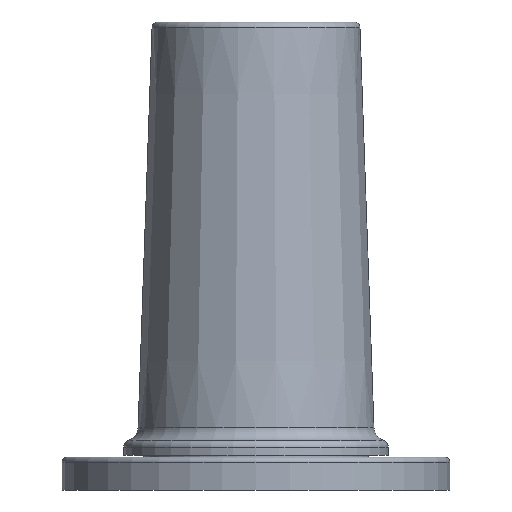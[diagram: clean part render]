
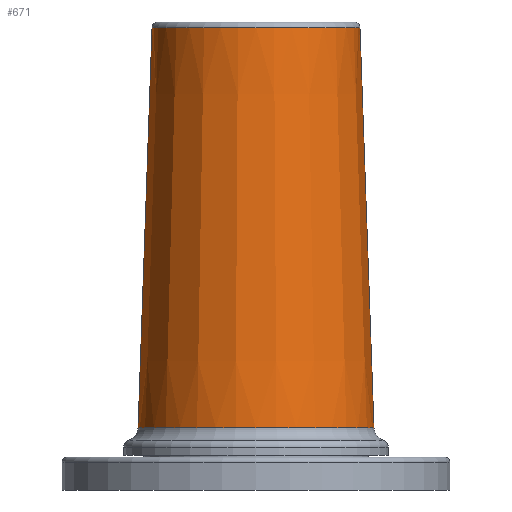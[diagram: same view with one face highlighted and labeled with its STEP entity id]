
A CAD part, front view. The second image highlights one B-rep face of the part: STEP entity #671.
In plain terms, the highlighted conical face has half-angle 2 degrees and reference radius 15.998 mm.
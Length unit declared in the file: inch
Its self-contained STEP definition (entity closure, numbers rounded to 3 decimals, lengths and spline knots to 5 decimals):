
#161=DIRECTION('',(-0.035,0.,0.999));
#162=VECTOR('',#161,2.27233);
#163=CARTESIAN_POINT('',(-8.39299,0.,
0.35421));
#164=LINE('',#163,#162);
#185=CARTESIAN_POINT('',(-9.0625,0.,2.62515));
#186=DIRECTION('',(0.,0.,1.));
#187=DIRECTION('',(-1.,0.,0.));
#188=AXIS2_PLACEMENT_3D('',#185,#186,#187);
#190=CARTESIAN_POINT('',(-9.0625,0.,0.35421));
#191=DIRECTION('',(0.,0.,1.));
#192=DIRECTION('',(-1.,0.,0.));
#193=AXIS2_PLACEMENT_3D('',#190,#191,#192);
#195=DIRECTION('',(0.035,0.,0.999));
#196=VECTOR('',#195,2.27233);
#197=CARTESIAN_POINT('',(-9.73201,0.,
0.35421));
#198=LINE('',#197,#196);
#322=CARTESIAN_POINT('',(-8.39299,0.,0.35421));
#323=CARTESIAN_POINT('',(-9.73201,0.,0.35421));
#324=VERTEX_POINT('',#322);
#325=VERTEX_POINT('',#323);
#338=CARTESIAN_POINT('',(-9.65271,0.,2.62515));
#339=CARTESIAN_POINT('',(-8.47229,0.,2.62515));
#340=VERTEX_POINT('',#338);
#341=VERTEX_POINT('',#339);
#660=CARTESIAN_POINT('',(-9.0625,0.,1.48968));
#661=DIRECTION('',(0.,0.,-1.));
#662=DIRECTION('',(-1.,0.,0.));
#663=AXIS2_PLACEMENT_3D('',#660,#661,#662);
#664=CONICAL_SURFACE('',#663,0.62986,2.);
#665=ORIENTED_EDGE('',*,*,#654,.T.);
#666=ORIENTED_EDGE('',*,*,#610,.F.);
#667=ORIENTED_EDGE('',*,*,#554,.F.);
#668=ORIENTED_EDGE('',*,*,#607,.T.);
#669=EDGE_LOOP('',(#665,#666,#667,#668));
#670=FACE_OUTER_BOUND('',#669,.F.);
#671=ADVANCED_FACE('',(#670),#664,.T.);
#189=CIRCLE('',#188,0.59021);
#194=CIRCLE('',#193,0.66951);
#554=EDGE_CURVE('',#325,#324,#194,.T.);
#607=EDGE_CURVE('',#325,#340,#198,.T.);
#610=EDGE_CURVE('',#324,#341,#164,.T.);
#654=EDGE_CURVE('',#340,#341,#189,.T.);
